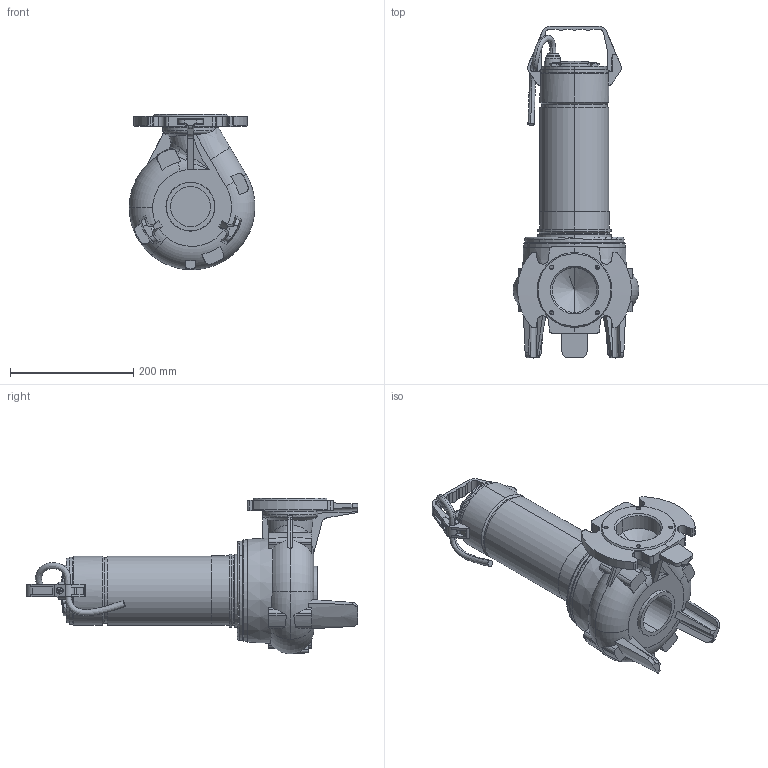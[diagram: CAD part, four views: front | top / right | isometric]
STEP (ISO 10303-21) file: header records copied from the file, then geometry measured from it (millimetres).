
FILE_DESCRIPTION (( 'STEP AP214' ), '1' );
FILE_NAME ('10012930swa00.step', '2024-04-16T11:50:42', ( '' ), ( '' ), 'SwSTEP 2.0', 'SolidWorks 2023', '' );
FILE_SCHEMA (( 'AUTOMOTIVE_DESIGN' ));
Length unit declared in the file: millimetre
Products named in the file (5): 10011252swp00_SEMPLIFICATO; Copia di motore 285^10012930swa00; 10012930swa00; Copia di 31166^Copia di motore 285_10012930swa00; 3_92_128_semplificato_Cavo singolo
Assembly tree (4 placements, depth 3):
  10012930swa00
    10011252swp00_SEMPLIFICATO
    3_92_128_semplificato_Cavo singolo
    Copia di motore 285^10012930swa00
      Copia di 31166^Copia di motore 285_10012930swa00
Bounding box: 203.83 x 538.7 x 252.47 mm (x, y, z)
Volume: 6346581.7 mm3; surface area: 516612.1 mm2
Topology: 20 solids, 20 shells, 966 faces, 2556 edges, 1660 vertices
Faces by surface type: plane 456, cylinder 271, cone 167, torus 33, bspline 25, sphere 14
Entity records: 40696 total; most frequent: CARTESIAN_POINT 17013, ORIENTED_EDGE 5090, DIRECTION 4602, EDGE_CURVE 2545, AXIS2_PLACEMENT_3D 1718, VERTEX_POINT 1660, LINE 1166, VECTOR 1166
